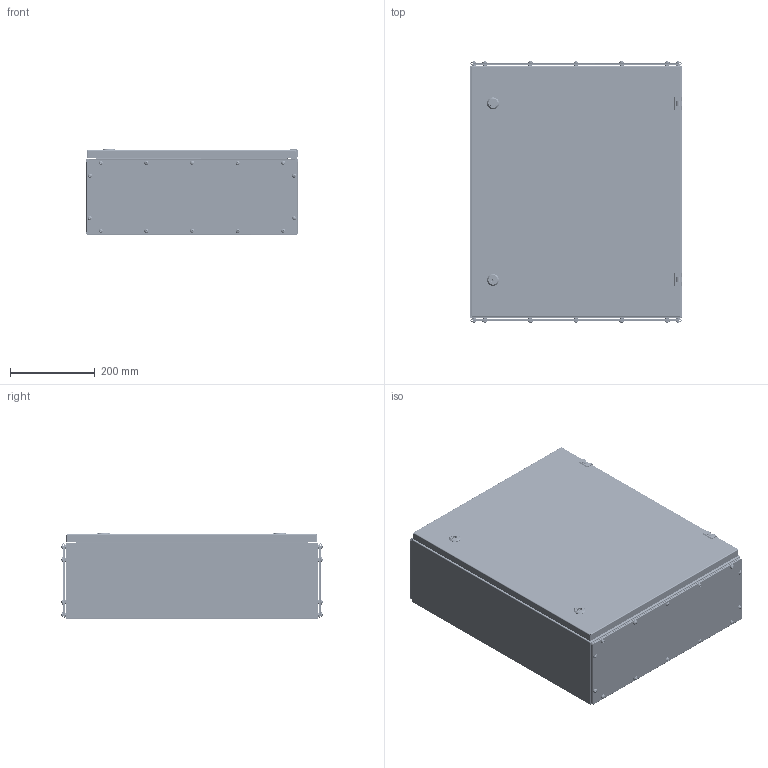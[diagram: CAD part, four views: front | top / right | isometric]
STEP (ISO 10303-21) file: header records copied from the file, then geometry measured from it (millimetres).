
FILE_DESCRIPTION (( 'STEP AP214' ), '1' );
FILE_NAME ('10.050.060.20.STEP', '2024-05-28T11:24:03', ( '' ), ( '' ), 'SwSTEP 2.0', 'SolidWorks 2021', '' );
FILE_SCHEMA (( 'AUTOMOTIVE_DESIGN' ));
Length unit declared in the file: millimetre
Products named in the file (25): 嵑謺麃 檐; Âèíò DIN 967 Ì5õ16 ñ ïîëóêðóãëîé ãîëîâêîé ñ êðåñòîîáðàçíûì øëèöåì; Êàðêàñ øêàôà W500H600D200; Çàêëåïêà ðåçüáîâàÿ Ì5 øåñòèãðàííàÿ ñ óìåíüøåííûì áîðòîì; Ïåðåìû÷êà êàðêàñà W500; Äâåðíîå ïîëîòíî W500H600; 8SJ_MS705_0510.stp; ﾇ瑟鶴 ﾀﾑ ms1000-3M.stp; 10.050.060.20; Ðåéêà H600; Êîðïóñ øêàôà W500H600D200; 8SJ_MS705_0010.stp; Øïèëüêà ïðèâàðíàÿ Ì6õ10; 8SJ_MS705-1_0040.stp; Øïèëüêà ïðèâàðíàÿ Ì6õ15; Çàêëåïêà ðåçüáîâàÿ Ì8 øåñòèãðàííàÿ ñ óìåíüøåííûì áîðòîì; Ãàñêåòèíã äâåðè W500H600; 8SJ_MS705_0760.stp; SW6X8.stp; Øïèëüêà ïðèâàðíàÿ Ì6õ20; 署赅 W500D200; ﾄ粢 ﾑﾁ W500H600; 8SJ_S1B_0001.stp; Áîëò Ì6õ10 ñ øåñòèãðàííîé ãîëîâêîé ñ ïðåññøàéáîé; Ïðîêëàäêà êðûøêè W500D200
Assembly tree (99 placements, depth 4):
  10.050.060.20
    Êàðêàñ øêàôà W500H600D200
      Êîðïóñ øêàôà W500H600D200
      Ïåðåìû÷êà êàðêàñà W500  x2
      Øïèëüêà ïðèâàðíàÿ Ì6õ15  x8
      Øïèëüêà ïðèâàðíàÿ Ì6õ20  x4
    署赅 W500D200  x2
    Ïðîêëàäêà êðûøêè W500D200  x2
    ﾄ粢 ﾑﾁ W500H600
      Äâåðíîå ïîëîòíî W500H600
      Ðåéêà H600  x2
      Ãàñêåòèíã äâåðè W500H600
      Øïèëüêà ïðèâàðíàÿ Ì6õ10  x2
      ﾇ瑟鶴 ﾀﾑ ms1000-3M.stp  x2
        8SJ_MS705_0010.stp
        8SJ_MS705_0510.stp
        8SJ_MS705_0760.stp
        8SJ_S1B_0001.stp
        8SJ_MS705-1_0040.stp
        SW6X8.stp
    嵑謺麃 檐  x2
    Áîëò Ì6õ10 ñ øåñòèãðàííîé ãîëîâêîé ñ ïðåññøàéáîé  x2
    Çàêëåïêà ðåçüáîâàÿ Ì5 øåñòèãðàííàÿ ñ óìåíüøåííûì áîðòîì  x28
    Âèíò DIN 967 Ì5õ16 ñ ïîëóêðóãëîé ãîëîâêîé ñ êðåñòîîáðàçíûì øëèöåì  x28
    Çàêëåïêà ðåçüáîâàÿ Ì8 øåñòèãðàííàÿ ñ óìåíüøåííûì áîðòîì  x4
Bounding box: 500 x 615.17 x 204.65 mm (x, y, z)
Volume: 1535579.7 mm3; surface area: 2663225 mm2
Topology: 99 solids, 111 shells, 6172 faces, 15610 edges, 9706 vertices
Faces by surface type: plane 2563, cylinder 2218, bspline 681, cone 300, torus 242, sphere 168
Entity records: 84590 total; most frequent: CARTESIAN_POINT 42077, ORIENTED_EDGE 9094, DIRECTION 7659, EDGE_CURVE 4553, VERTEX_POINT 2817, AXIS2_PLACEMENT_3D 2597, VECTOR 2465, LINE 2465
